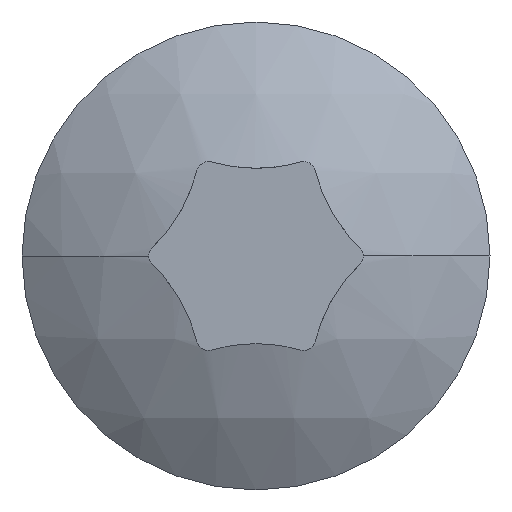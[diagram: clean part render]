
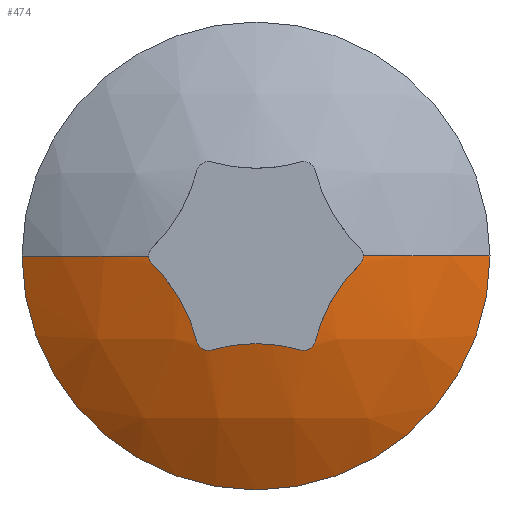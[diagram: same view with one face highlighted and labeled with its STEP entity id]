
A CAD part, left-side view. The second image highlights one B-rep face of the part: STEP entity #474.
In plain terms, the highlighted spherical face has radius 10 mm.
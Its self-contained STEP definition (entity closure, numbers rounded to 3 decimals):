
#1 = EDGE_CURVE ( 'NONE', #932, #633, #478, .T. ) ;
#5 = ORIENTED_EDGE ( 'NONE', *, *, #451, .F. ) ;
#37 = CARTESIAN_POINT ( 'NONE',  ( 0.386, -2.75, 0. ) ) ;
#42 = CARTESIAN_POINT ( 'NONE',  ( 10., 0., 0. ) ) ;
#54 = B_SPLINE_CURVE_WITH_KNOTS ( 'NONE', 3,
 ( #425, #151, #157, #430 ),
 .UNSPECIFIED., .F., .F.,
 ( 4, 4 ),
 ( 0.001, 0.002 ),
 .UNSPECIFIED. ) ;
#69 = CARTESIAN_POINT ( 'NONE',  ( 0.362, 2.658, -0.216 ) ) ;
#81 = VERTEX_POINT ( 'NONE', #475 ) ;
#107 = CARTESIAN_POINT ( 'NONE',  ( 10., 0., 0. ) ) ;
#110 = CARTESIAN_POINT ( 'NONE',  ( 0.292, -1.61, -1.821 ) ) ;
#111 = FACE_OUTER_BOUND ( 'NONE', #288, .T. ) ;
#114 = B_SPLINE_CURVE_WITH_KNOTS ( 'NONE', 3,
 ( #786, #933, #142, #405, #417, #69 ),
 .UNSPECIFIED., .F., .F.,
 ( 4, 2, 4 ),
 ( 0., 0.001, 0.002 ),
 .UNSPECIFIED. ) ;
#117 = CARTESIAN_POINT ( 'NONE',  ( 0.362, -1.517, -2.194 ) ) ;
#119 = DIRECTION ( 'NONE',  ( 0., 0., 1. ) ) ;
#120 = CARTESIAN_POINT ( 'NONE',  ( 0.256, 0., -2.25 ) ) ;
#133 = ORIENTED_EDGE ( 'NONE', *, *, #811, .T. ) ;
#138 = CARTESIAN_POINT ( 'NONE',  ( 0.256, 0., -2.25 ) ) ;
#139 = EDGE_CURVE ( 'NONE', #710, #256, #907, .T. ) ;
#142 = CARTESIAN_POINT ( 'NONE',  ( 0.257, 1.753, -1.464 ) ) ;
#144 = AXIS2_PLACEMENT_3D ( 'NONE', #42, #119, #309 ) ;
#151 = CARTESIAN_POINT ( 'NONE',  ( 0.256, 0.391, -2.25 ) ) ;
#156 = CARTESIAN_POINT ( 'NONE',  ( 0.362, -1.142, -2.41 ) ) ;
#157 = CARTESIAN_POINT ( 'NONE',  ( 0.292, 0.772, -2.305 ) ) ;
#158 = CARTESIAN_POINT ( 'NONE',  ( 10., 0., 0. ) ) ;
#176 = AXIS2_PLACEMENT_3D ( 'NONE', #357, #662, #435 ) ;
#180 = ORIENTED_EDGE ( 'NONE', *, *, #139, .T. ) ;
#186 = CARTESIAN_POINT ( 'NONE',  ( 0.362, -1.142, -2.41 ) ) ;
#191 = CARTESIAN_POINT ( 'NONE',  ( 0.386, -2.75, -0.081 ) ) ;
#199 = VERTEX_POINT ( 'NONE', #533 ) ;
#206 = CARTESIAN_POINT ( 'NONE',  ( 0.386, -1.445, -2.341 ) ) ;
#209 = ORIENTED_EDGE ( 'NONE', *, *, #398, .T. ) ;
#225 = CARTESIAN_POINT ( 'NONE',  ( 0.362, -2.658, -0.216 ) ) ;
#231 = CARTESIAN_POINT ( 'NONE',  ( 0.362, 1.142, -2.41 ) ) ;
#237 = DIRECTION ( 'NONE',  ( 0., 0., 1. ) ) ;
#256 = VERTEX_POINT ( 'NONE', #138 ) ;
#262 = EDGE_CURVE ( 'NONE', #81, #710, #821, .T. ) ;
#287 = CARTESIAN_POINT ( 'NONE',  ( 0.362, 1.142, -2.41 ) ) ;
#288 = EDGE_LOOP ( 'NONE', ( #891, #672, #358, #742, #180, #209, #791, #779, #543, #133, #5 ) ) ;
#290 = CARTESIAN_POINT ( 'NONE',  ( 0.362, -2.658, -0.216 ) ) ;
#307 = CARTESIAN_POINT ( 'NONE',  ( 0.362, 1.517, -2.194 ) ) ;
#309 = DIRECTION ( 'NONE',  ( 0., 1., 0. ) ) ;
#328 = CARTESIAN_POINT ( 'NONE',  ( 0.377, 2.716, -0.161 ) ) ;
#330 = EDGE_CURVE ( 'NONE', #797, #588, #114, .T. ) ;
#332 = VERTEX_POINT ( 'NONE', #225 ) ;
#339 = EDGE_CURVE ( 'NONE', #441, #797, #615, .T. ) ;
#357 = CARTESIAN_POINT ( 'NONE',  ( 2., 0., 0. ) ) ;
#358 = ORIENTED_EDGE ( 'NONE', *, *, #734, .T. ) ;
#363 = DIRECTION ( 'NONE',  ( 0., -1., 0. ) ) ;
#398 = EDGE_CURVE ( 'NONE', #256, #441, #54, .T. ) ;
#405 = CARTESIAN_POINT ( 'NONE',  ( 0.256, 2.144, -0.787 ) ) ;
#417 = CARTESIAN_POINT ( 'NONE',  ( 0.292, 2.382, -0.484 ) ) ;
#425 = CARTESIAN_POINT ( 'NONE',  ( 0.256, 0., -2.25 ) ) ;
#429 = CARTESIAN_POINT ( 'NONE',  ( 0.362, 2.658, -0.216 ) ) ;
#430 = CARTESIAN_POINT ( 'NONE',  ( 0.362, 1.142, -2.41 ) ) ;
#435 = DIRECTION ( 'NONE',  ( 0., 1., 0. ) ) ;
#441 = VERTEX_POINT ( 'NONE', #287 ) ;
#443 = CARTESIAN_POINT ( 'NONE',  ( 0.386, 1.445, -2.341 ) ) ;
#446 = CIRCLE ( 'NONE', #176, 6. ) ;
#451 = EDGE_CURVE ( 'NONE', #633, #920, #446, .T. ) ;
#452 = SPHERICAL_SURFACE ( 'NONE', #144, 10. ) ;
#465 = CARTESIAN_POINT ( 'NONE',  ( 0.256, -0.391, -2.25 ) ) ;
#474 = ADVANCED_FACE ( 'NONE', ( #111 ), #452, .T. ) ;
#475 = CARTESIAN_POINT ( 'NONE',  ( 0.362, -1.517, -2.194 ) ) ;
#478 = CIRCLE ( 'NONE', #739, 10. ) ;
#486 = CARTESIAN_POINT ( 'NONE',  ( 0.377, -1.219, -2.432 ) ) ;
#503 = CARTESIAN_POINT ( 'NONE',  ( 0.377, 1.219, -2.432 ) ) ;
#508 = CARTESIAN_POINT ( 'NONE',  ( 0.386, 1.305, -2.422 ) ) ;
#527 = EDGE_CURVE ( 'NONE', #932, #332, #939, .T. ) ;
#532 = CARTESIAN_POINT ( 'NONE',  ( 0.386, 2.75, 0. ) ) ;
#533 = CARTESIAN_POINT ( 'NONE',  ( 0.386, 2.75, 0. ) ) ;
#541 = CARTESIAN_POINT ( 'NONE',  ( 0.292, -0.771, -2.305 ) ) ;
#542 = EDGE_CURVE ( 'NONE', #588, #199, #713, .T. ) ;
#543 = ORIENTED_EDGE ( 'NONE', *, *, #542, .T. ) ;
#572 = CARTESIAN_POINT ( 'NONE',  ( 0.292, -2.382, -0.484 ) ) ;
#588 = VERTEX_POINT ( 'NONE', #429 ) ;
#589 = DIRECTION ( 'NONE',  ( 0., 0., -1. ) ) ;
#607 = CARTESIAN_POINT ( 'NONE',  ( 2., 6., 0. ) ) ;
#609 = CARTESIAN_POINT ( 'NONE',  ( 0.386, 2.75, -0.081 ) ) ;
#615 = B_SPLINE_CURVE_WITH_KNOTS ( 'NONE', 3,
 ( #231, #503, #508, #443, #895, #731 ),
 .UNSPECIFIED., .F., .F.,
 ( 4, 2, 4 ),
 ( 0., 0., 0. ),
 .UNSPECIFIED. ) ;
#631 = CARTESIAN_POINT ( 'NONE',  ( 0.362, -1.142, -2.41 ) ) ;
#633 = VERTEX_POINT ( 'NONE', #870 ) ;
#662 = DIRECTION ( 'NONE',  ( 1., 0., 0. ) ) ;
#672 = ORIENTED_EDGE ( 'NONE', *, *, #527, .T. ) ;
#684 = CARTESIAN_POINT ( 'NONE',  ( 0.362, 2.658, -0.216 ) ) ;
#709 = CARTESIAN_POINT ( 'NONE',  ( 0.386, -1.305, -2.422 ) ) ;
#710 = VERTEX_POINT ( 'NONE', #156 ) ;
#713 = B_SPLINE_CURVE_WITH_KNOTS ( 'NONE', 3,
 ( #684, #328, #609, #532 ),
 .UNSPECIFIED., .F., .F.,
 ( 4, 4 ),
 ( 0., 0. ),
 .UNSPECIFIED. ) ;
#731 = CARTESIAN_POINT ( 'NONE',  ( 0.362, 1.517, -2.194 ) ) ;
#734 = EDGE_CURVE ( 'NONE', #332, #81, #849, .T. ) ;
#739 = AXIS2_PLACEMENT_3D ( 'NONE', #158, #237, #363 ) ;
#742 = ORIENTED_EDGE ( 'NONE', *, *, #262, .T. ) ;
#750 = AXIS2_PLACEMENT_3D ( 'NONE', #107, #589, #892 ) ;
#779 = ORIENTED_EDGE ( 'NONE', *, *, #330, .T. ) ;
#786 = CARTESIAN_POINT ( 'NONE',  ( 0.362, 1.517, -2.194 ) ) ;
#791 = ORIENTED_EDGE ( 'NONE', *, *, #339, .T. ) ;
#797 = VERTEX_POINT ( 'NONE', #307 ) ;
#811 = EDGE_CURVE ( 'NONE', #199, #920, #850, .T. ) ;
#821 = B_SPLINE_CURVE_WITH_KNOTS ( 'NONE', 3,
 ( #924, #854, #206, #709, #486, #631 ),
 .UNSPECIFIED., .F., .F.,
 ( 4, 2, 4 ),
 ( 0., 0., 0. ),
 .UNSPECIFIED. ) ;
#828 = CARTESIAN_POINT ( 'NONE',  ( 0.256, -1.754, -1.463 ) ) ;
#845 = CARTESIAN_POINT ( 'NONE',  ( 0.386, -2.75, 0. ) ) ;
#849 = B_SPLINE_CURVE_WITH_KNOTS ( 'NONE', 3,
 ( #290, #572, #879, #828, #110, #117 ),
 .UNSPECIFIED., .F., .F.,
 ( 4, 2, 4 ),
 ( 0., 0.001, 0.002 ),
 .UNSPECIFIED. ) ;
#850 = CIRCLE ( 'NONE', #750, 10. ) ;
#854 = CARTESIAN_POINT ( 'NONE',  ( 0.377, -1.497, -2.272 ) ) ;
#870 = CARTESIAN_POINT ( 'NONE',  ( 2., -6., 0. ) ) ;
#879 = CARTESIAN_POINT ( 'NONE',  ( 0.257, -2.145, -0.786 ) ) ;
#891 = ORIENTED_EDGE ( 'NONE', *, *, #1, .F. ) ;
#892 = DIRECTION ( 'NONE',  ( -1., 0., 0. ) ) ;
#895 = CARTESIAN_POINT ( 'NONE',  ( 0.377, 1.497, -2.272 ) ) ;
#900 = CARTESIAN_POINT ( 'NONE',  ( 0.362, -2.658, -0.216 ) ) ;
#907 = B_SPLINE_CURVE_WITH_KNOTS ( 'NONE', 3,
 ( #186, #541, #465, #120 ),
 .UNSPECIFIED., .F., .F.,
 ( 4, 4 ),
 ( 0., 0.001 ),
 .UNSPECIFIED. ) ;
#916 = CARTESIAN_POINT ( 'NONE',  ( 0.377, -2.716, -0.161 ) ) ;
#920 = VERTEX_POINT ( 'NONE', #607 ) ;
#924 = CARTESIAN_POINT ( 'NONE',  ( 0.362, -1.517, -2.194 ) ) ;
#932 = VERTEX_POINT ( 'NONE', #845 ) ;
#933 = CARTESIAN_POINT ( 'NONE',  ( 0.292, 1.61, -1.821 ) ) ;
#939 = B_SPLINE_CURVE_WITH_KNOTS ( 'NONE', 3,
 ( #37, #191, #916, #900 ),
 .UNSPECIFIED., .F., .F.,
 ( 4, 4 ),
 ( 0., 0. ),
 .UNSPECIFIED. ) ;
